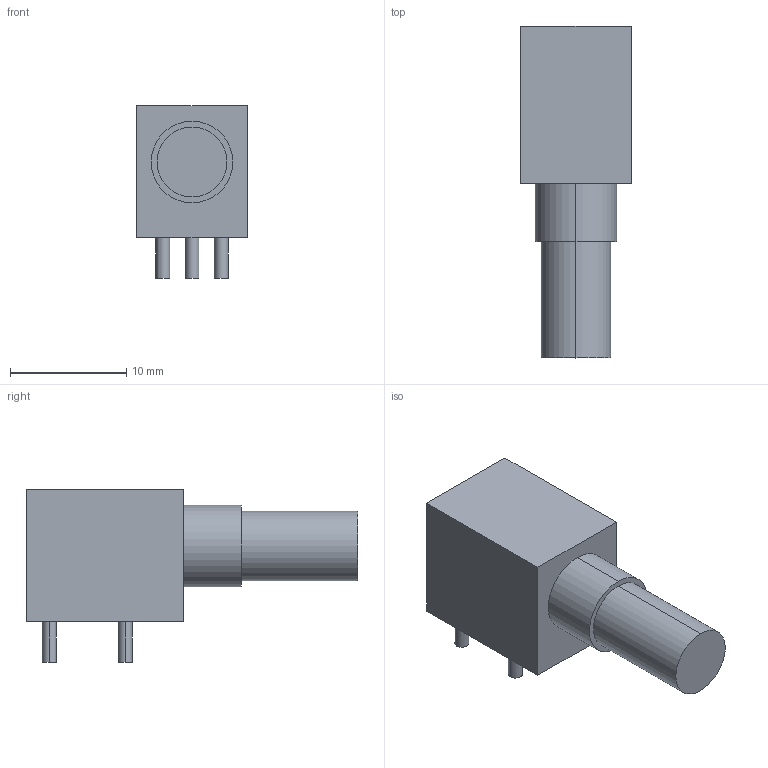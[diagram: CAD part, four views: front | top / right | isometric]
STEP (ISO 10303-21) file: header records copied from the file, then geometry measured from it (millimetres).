
FILE_DESCRIPTION (( 'STEP AP214' ), '1' );
FILE_NAME ('acz09brxe.STEP', '2018-05-13T16:37:09', ( '' ), ( '' ), 'SwSTEP 2.0', 'SolidWorks 2017', '' );
FILE_SCHEMA (( 'AUTOMOTIVE_DESIGN' ));
Length unit declared in the file: metre
Products named in the file (1): acz09brxe
Bounding box: 9.5 x 28.5 x 14.85 mm (x, y, z)
Volume: 1950.6 mm3; surface area: 1143 mm2
Topology: 1 solids, 1 shells, 27 faces, 54 edges, 36 vertices
Faces by surface type: cylinder 14, plane 13
Entity records: 750 total; most frequent: DIRECTION 138, CARTESIAN_POINT 118, ORIENTED_EDGE 108, AXIS2_PLACEMENT_3D 56, EDGE_CURVE 54, VERTEX_POINT 36, EDGE_LOOP 34, CIRCLE 28
